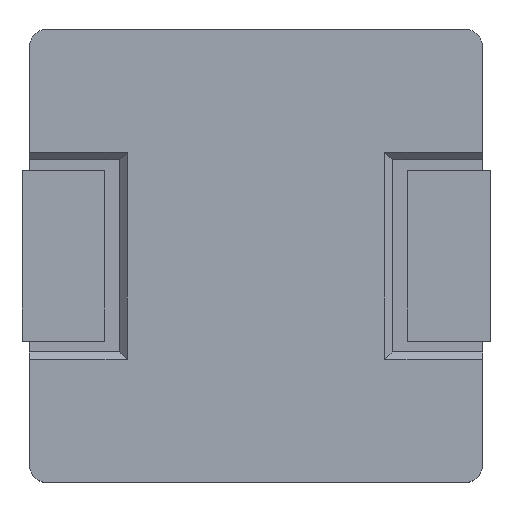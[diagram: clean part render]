
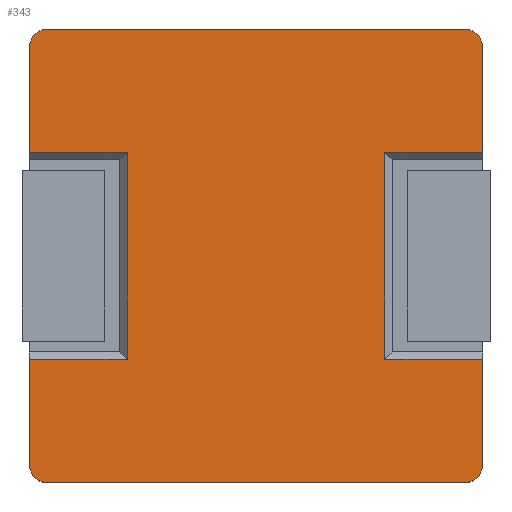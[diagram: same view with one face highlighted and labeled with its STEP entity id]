
A CAD part, top view. The second image highlights one B-rep face of the part: STEP entity #343.
In plain terms, the highlighted planar face has unit normal (0, 0, 1).
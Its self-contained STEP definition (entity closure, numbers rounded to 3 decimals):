
#343=ADVANCED_FACE('',(#591),#500,.T.);
#500=PLANE('',#3019);
#591=FACE_OUTER_BOUND('',#747,.T.);
#747=EDGE_LOOP('',(#980,#981,#982,#983,#984,#985,#986,#987,#988,#989,#990,
#991,#992,#993,#994,#995));
#910=CIRCLE('',#3015,0.5);
#911=CIRCLE('',#3016,0.5);
#912=CIRCLE('',#3017,0.5);
#913=CIRCLE('',#3018,0.5);
#980=ORIENTED_EDGE('',*,*,#2106,.T.);
#981=ORIENTED_EDGE('',*,*,#2107,.T.);
#982=ORIENTED_EDGE('',*,*,#2108,.F.);
#983=ORIENTED_EDGE('',*,*,#2109,.T.);
#984=ORIENTED_EDGE('',*,*,#2110,.F.);
#985=ORIENTED_EDGE('',*,*,#2111,.T.);
#986=ORIENTED_EDGE('',*,*,#2112,.F.);
#987=ORIENTED_EDGE('',*,*,#2113,.T.);
#988=ORIENTED_EDGE('',*,*,#2114,.T.);
#989=ORIENTED_EDGE('',*,*,#2115,.T.);
#990=ORIENTED_EDGE('',*,*,#2116,.F.);
#991=ORIENTED_EDGE('',*,*,#2117,.T.);
#992=ORIENTED_EDGE('',*,*,#2118,.F.);
#993=ORIENTED_EDGE('',*,*,#2119,.T.);
#994=ORIENTED_EDGE('',*,*,#2120,.F.);
#995=ORIENTED_EDGE('',*,*,#2121,.T.);
#1824=VERTEX_POINT('',#3859);
#1825=VERTEX_POINT('',#3860);
#1826=VERTEX_POINT('',#3862);
#1827=VERTEX_POINT('',#3864);
#1828=VERTEX_POINT('',#3866);
#1829=VERTEX_POINT('',#3868);
#1830=VERTEX_POINT('',#3870);
#1831=VERTEX_POINT('',#3872);
#1832=VERTEX_POINT('',#3874);
#1833=VERTEX_POINT('',#3876);
#1834=VERTEX_POINT('',#3878);
#1835=VERTEX_POINT('',#3880);
#1836=VERTEX_POINT('',#3882);
#1837=VERTEX_POINT('',#3884);
#1838=VERTEX_POINT('',#3886);
#1839=VERTEX_POINT('',#3888);
#2106=EDGE_CURVE('',#1824,#1825,#2524,.T.);
#2107=EDGE_CURVE('',#1825,#1826,#2525,.T.);
#2108=EDGE_CURVE('',#1827,#1826,#2526,.T.);
#2109=EDGE_CURVE('',#1827,#1828,#910,.T.);
#2110=EDGE_CURVE('',#1829,#1828,#2527,.T.);
#2111=EDGE_CURVE('',#1829,#1830,#911,.T.);
#2112=EDGE_CURVE('',#1831,#1830,#2528,.T.);
#2113=EDGE_CURVE('',#1831,#1832,#2529,.T.);
#2114=EDGE_CURVE('',#1832,#1833,#2530,.T.);
#2115=EDGE_CURVE('',#1833,#1834,#2531,.T.);
#2116=EDGE_CURVE('',#1835,#1834,#2532,.T.);
#2117=EDGE_CURVE('',#1835,#1836,#912,.T.);
#2118=EDGE_CURVE('',#1837,#1836,#2533,.T.);
#2119=EDGE_CURVE('',#1837,#1838,#913,.T.);
#2120=EDGE_CURVE('',#1839,#1838,#2534,.T.);
#2121=EDGE_CURVE('',#1839,#1824,#2535,.T.);
#2524=LINE('',#3858,#2752);
#2525=LINE('',#3861,#2753);
#2526=LINE('',#3863,#2754);
#2527=LINE('',#3867,#2755);
#2528=LINE('',#3871,#2756);
#2529=LINE('',#3873,#2757);
#2530=LINE('',#3875,#2758);
#2531=LINE('',#3877,#2759);
#2532=LINE('',#3879,#2760);
#2533=LINE('',#3883,#2761);
#2534=LINE('',#3887,#2762);
#2535=LINE('',#3889,#2763);
#2752=VECTOR('',#3215,1.);
#2753=VECTOR('',#3216,1.);
#2754=VECTOR('',#3217,1.);
#2755=VECTOR('',#3220,1.);
#2756=VECTOR('',#3223,1.);
#2757=VECTOR('',#3224,1.);
#2758=VECTOR('',#3225,1.);
#2759=VECTOR('',#3226,1.);
#2760=VECTOR('',#3227,1.);
#2761=VECTOR('',#3230,1.);
#2762=VECTOR('',#3233,1.);
#2763=VECTOR('',#3234,1.);
#3015=AXIS2_PLACEMENT_3D('',#3865,#3218,#3219);
#3016=AXIS2_PLACEMENT_3D('',#3869,#3221,#3222);
#3017=AXIS2_PLACEMENT_3D('',#3881,#3228,#3229);
#3018=AXIS2_PLACEMENT_3D('',#3885,#3231,#3232);
#3019=AXIS2_PLACEMENT_3D('',#3890,#3235,#3236);
#3215=DIRECTION('',(0.,-1.,0.));
#3216=DIRECTION('',(-1.,0.,0.));
#3217=DIRECTION('',(0.,1.,0.));
#3218=DIRECTION('',(0.,0.,1.));
#3219=DIRECTION('',(1.,0.,0.));
#3220=DIRECTION('',(-1.,0.,0.));
#3221=DIRECTION('',(0.,0.,1.));
#3222=DIRECTION('',(1.,0.,0.));
#3223=DIRECTION('',(0.,-1.,0.));
#3224=DIRECTION('',(-1.,0.,0.));
#3225=DIRECTION('',(0.,1.,0.));
#3226=DIRECTION('',(1.,0.,0.));
#3227=DIRECTION('',(0.,-1.,0.));
#3228=DIRECTION('',(0.,0.,1.));
#3229=DIRECTION('',(1.,0.,0.));
#3230=DIRECTION('',(1.,0.,0.));
#3231=DIRECTION('',(0.,0.,1.));
#3232=DIRECTION('',(1.,0.,0.));
#3233=DIRECTION('',(0.,1.,0.));
#3234=DIRECTION('',(1.,0.,0.));
#3235=DIRECTION('',(0.,0.,1.));
#3236=DIRECTION('',(1.,0.,0.));
#3858=CARTESIAN_POINT('',(-3.7,-2.8,3.8));
#3859=CARTESIAN_POINT('',(-3.7,2.7,3.8));
#3860=CARTESIAN_POINT('',(-3.7,-3.,3.8));
#3861=CARTESIAN_POINT('',(-6.4,-3.,3.8));
#3862=CARTESIAN_POINT('',(-6.4,-3.,3.8));
#3863=CARTESIAN_POINT('',(-6.4,-0.15,3.8));
#3864=CARTESIAN_POINT('',(-6.4,-5.9,3.8));
#3865=CARTESIAN_POINT('',(-5.9,-5.9,3.8));
#3866=CARTESIAN_POINT('',(-5.9,-6.4,3.8));
#3867=CARTESIAN_POINT('',(-0.15,-6.4,3.8));
#3868=CARTESIAN_POINT('',(5.6,-6.4,3.8));
#3869=CARTESIAN_POINT('',(5.6,-5.9,3.8));
#3870=CARTESIAN_POINT('',(6.1,-5.9,3.8));
#3871=CARTESIAN_POINT('',(6.1,-0.15,3.8));
#3872=CARTESIAN_POINT('',(6.1,-3.,3.8));
#3873=CARTESIAN_POINT('',(3.6,-3.,3.8));
#3874=CARTESIAN_POINT('',(3.4,-3.,3.8));
#3875=CARTESIAN_POINT('',(3.4,2.5,3.8));
#3876=CARTESIAN_POINT('',(3.4,2.7,3.8));
#3877=CARTESIAN_POINT('',(6.1,2.7,3.8));
#3878=CARTESIAN_POINT('',(6.1,2.7,3.8));
#3879=CARTESIAN_POINT('',(6.1,-0.15,3.8));
#3880=CARTESIAN_POINT('',(6.1,5.6,3.8));
#3881=CARTESIAN_POINT('',(5.6,5.6,3.8));
#3882=CARTESIAN_POINT('',(5.6,6.1,3.8));
#3883=CARTESIAN_POINT('',(-0.15,6.1,3.8));
#3884=CARTESIAN_POINT('',(-5.9,6.1,3.8));
#3885=CARTESIAN_POINT('',(-5.9,5.6,3.8));
#3886=CARTESIAN_POINT('',(-6.4,5.6,3.8));
#3887=CARTESIAN_POINT('',(-6.4,-0.15,3.8));
#3888=CARTESIAN_POINT('',(-6.4,2.7,3.8));
#3889=CARTESIAN_POINT('',(-3.9,2.7,3.8));
#3890=CARTESIAN_POINT('',(-0.15,-0.15,3.8));
